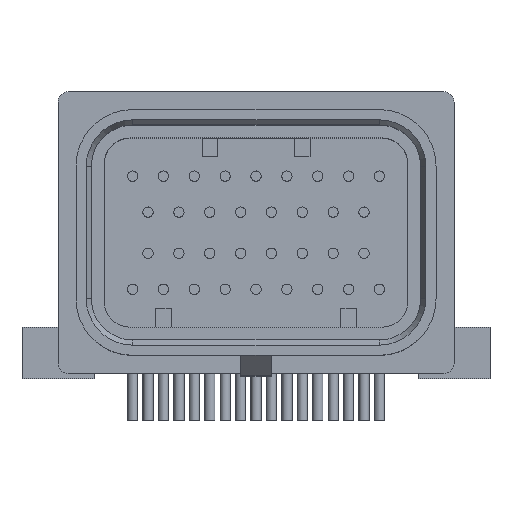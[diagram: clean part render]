
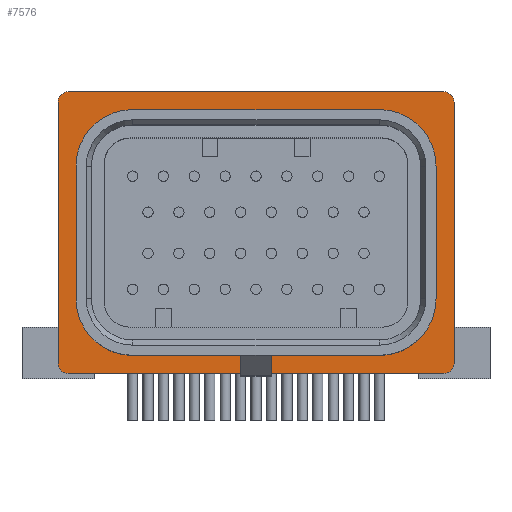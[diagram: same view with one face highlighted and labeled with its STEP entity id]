
A CAD part, top view. The second image highlights one B-rep face of the part: STEP entity #7576.
In plain terms, the highlighted planar face has unit normal (0, 0, 1).
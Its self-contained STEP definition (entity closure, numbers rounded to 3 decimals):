
#169=CARTESIAN_POINT('',(-12.25,6.7,-9.5));
#170=DIRECTION('',(0.,0.,1.));
#171=DIRECTION('',(0.,1.,0.));
#172=AXIS2_PLACEMENT_3D('',#169,#170,#171);
#192=CARTESIAN_POINT('',(-18.25,12.7,-9.5));
#193=DIRECTION('',(0.,0.,1.));
#194=DIRECTION('',(0.,1.,0.));
#195=AXIS2_PLACEMENT_3D('',#192,#193,#194);
#197=DIRECTION('',(-1.,0.,0.));
#198=VECTOR('',#197,36.5);
#199=CARTESIAN_POINT('',(18.25,13.7,-9.5));
#200=LINE('',#199,#198);
#201=CARTESIAN_POINT('',(18.25,12.7,-9.5));
#202=DIRECTION('',(0.,0.,1.));
#203=DIRECTION('',(1.,0.,0.));
#204=AXIS2_PLACEMENT_3D('',#201,#202,#203);
#206=DIRECTION('',(0.,1.,0.));
#207=VECTOR('',#206,25.4);
#208=CARTESIAN_POINT('',(19.25,-12.7,-9.5));
#209=LINE('',#208,#207);
#210=CARTESIAN_POINT('',(18.25,-12.7,-9.5));
#211=DIRECTION('',(0.,0.,1.));
#212=DIRECTION('',(0.,-1.,0.));
#213=AXIS2_PLACEMENT_3D('',#210,#211,#212);
#215=DIRECTION('',(1.,0.,0.));
#216=VECTOR('',#215,36.5);
#217=CARTESIAN_POINT('',(-18.25,-13.7,-9.5));
#218=LINE('',#217,#216);
#219=CARTESIAN_POINT('',(-18.25,-12.7,-9.5));
#220=DIRECTION('',(0.,0.,1.));
#221=DIRECTION('',(-1.,0.,0.));
#222=AXIS2_PLACEMENT_3D('',#219,#220,#221);
#224=DIRECTION('',(0.,-1.,0.));
#225=VECTOR('',#224,25.4);
#226=CARTESIAN_POINT('',(-19.25,12.7,-9.5));
#227=LINE('',#226,#225);
#504=DIRECTION('',(-1.,0.,0.));
#505=VECTOR('',#504,24.5);
#506=CARTESIAN_POINT('',(12.25,10.7,-9.5));
#507=LINE('',#506,#505);
#524=CARTESIAN_POINT('',(12.25,6.7,-9.5));
#525=DIRECTION('',(0.,0.,1.));
#526=DIRECTION('',(1.,0.,0.));
#527=AXIS2_PLACEMENT_3D('',#524,#525,#526);
#547=DIRECTION('',(0.,1.,0.));
#548=VECTOR('',#547,13.4);
#549=CARTESIAN_POINT('',(16.25,-6.7,-9.5));
#550=LINE('',#549,#548);
#583=CARTESIAN_POINT('',(12.25,-6.7,-9.5));
#584=DIRECTION('',(0.,0.,1.));
#585=DIRECTION('',(0.,-1.,0.));
#586=AXIS2_PLACEMENT_3D('',#583,#584,#585);
#611=DIRECTION('',(1.,0.,0.));
#612=VECTOR('',#611,24.5);
#613=CARTESIAN_POINT('',(-12.25,-10.7,-9.5));
#614=LINE('',#613,#612);
#1021=CARTESIAN_POINT('',(-12.25,-6.7,-9.5));
#1022=DIRECTION('',(0.,0.,1.));
#1023=DIRECTION('',(-1.,0.,0.));
#1024=AXIS2_PLACEMENT_3D('',#1021,#1022,#1023);
#1049=DIRECTION('',(0.,-1.,0.));
#1050=VECTOR('',#1049,13.4);
#1051=CARTESIAN_POINT('',(-16.25,6.7,-9.5));
#1052=LINE('',#1051,#1050);
#5787=CARTESIAN_POINT('',(-18.25,13.7,-9.5));
#5788=CARTESIAN_POINT('',(-19.25,12.7,-9.5));
#5789=VERTEX_POINT('',#5787);
#5790=VERTEX_POINT('',#5788);
#5791=CARTESIAN_POINT('',(-19.25,-12.7,-9.5));
#5792=VERTEX_POINT('',#5791);
#5793=CARTESIAN_POINT('',(-18.25,-13.7,-9.5));
#5794=VERTEX_POINT('',#5793);
#5795=CARTESIAN_POINT('',(18.25,-13.7,-9.5));
#5796=VERTEX_POINT('',#5795);
#5797=CARTESIAN_POINT('',(19.25,-12.7,-9.5));
#5798=VERTEX_POINT('',#5797);
#5799=CARTESIAN_POINT('',(19.25,12.7,-9.5));
#5800=VERTEX_POINT('',#5799);
#5801=CARTESIAN_POINT('',(18.25,13.7,-9.5));
#5802=VERTEX_POINT('',#5801);
#5819=CARTESIAN_POINT('',(-12.25,10.7,-9.5));
#5820=CARTESIAN_POINT('',(-16.25,6.7,-9.5));
#5821=VERTEX_POINT('',#5819);
#5822=VERTEX_POINT('',#5820);
#5827=CARTESIAN_POINT('',(-16.25,-6.7,-9.5));
#5828=VERTEX_POINT('',#5827);
#5831=CARTESIAN_POINT('',(-12.25,-10.7,-9.5));
#5832=VERTEX_POINT('',#5831);
#5835=CARTESIAN_POINT('',(12.25,-10.7,-9.5));
#5836=VERTEX_POINT('',#5835);
#5839=CARTESIAN_POINT('',(16.25,-6.7,-9.5));
#5840=VERTEX_POINT('',#5839);
#5843=CARTESIAN_POINT('',(16.25,6.7,-9.5));
#5844=VERTEX_POINT('',#5843);
#5847=CARTESIAN_POINT('',(12.25,10.7,-9.5));
#5848=VERTEX_POINT('',#5847);
#7536=CARTESIAN_POINT('',(0.,0.,-9.5));
#7537=DIRECTION('',(0.,0.,1.));
#7538=DIRECTION('',(1.,0.,0.));
#7539=AXIS2_PLACEMENT_3D('',#7536,#7537,#7538);
#7540=PLANE('',#7539);
#7542=ORIENTED_EDGE('',*,*,#7541,.F.);
#7544=ORIENTED_EDGE('',*,*,#7543,.F.);
#7546=ORIENTED_EDGE('',*,*,#7545,.F.);
#7548=ORIENTED_EDGE('',*,*,#7547,.F.);
#7550=ORIENTED_EDGE('',*,*,#7549,.F.);
#7552=ORIENTED_EDGE('',*,*,#7551,.F.);
#7554=ORIENTED_EDGE('',*,*,#7553,.F.);
#7556=ORIENTED_EDGE('',*,*,#7555,.F.);
#7557=EDGE_LOOP('',(#7542,#7544,#7546,#7548,#7550,#7552,#7554,#7556));
#7558=FACE_OUTER_BOUND('',#7557,.F.);
#7559=ORIENTED_EDGE('',*,*,#7510,.T.);
#7561=ORIENTED_EDGE('',*,*,#7560,.T.);
#7563=ORIENTED_EDGE('',*,*,#7562,.T.);
#7565=ORIENTED_EDGE('',*,*,#7564,.T.);
#7567=ORIENTED_EDGE('',*,*,#7566,.T.);
#7569=ORIENTED_EDGE('',*,*,#7568,.T.);
#7571=ORIENTED_EDGE('',*,*,#7570,.T.);
#7573=ORIENTED_EDGE('',*,*,#7572,.T.);
#7574=EDGE_LOOP('',(#7559,#7561,#7563,#7565,#7567,#7569,#7571,#7573));
#7575=FACE_BOUND('',#7574,.F.);
#173=CIRCLE('',#172,4.);
#196=CIRCLE('',#195,1.);
#205=CIRCLE('',#204,1.);
#214=CIRCLE('',#213,1.);
#223=CIRCLE('',#222,1.);
#528=CIRCLE('',#527,4.);
#587=CIRCLE('',#586,4.);
#1025=CIRCLE('',#1024,4.);
#7510=EDGE_CURVE('',#5821,#5822,#173,.T.);
#7541=EDGE_CURVE('',#5789,#5790,#196,.T.);
#7543=EDGE_CURVE('',#5802,#5789,#200,.T.);
#7545=EDGE_CURVE('',#5800,#5802,#205,.T.);
#7547=EDGE_CURVE('',#5798,#5800,#209,.T.);
#7549=EDGE_CURVE('',#5796,#5798,#214,.T.);
#7551=EDGE_CURVE('',#5794,#5796,#218,.T.);
#7553=EDGE_CURVE('',#5792,#5794,#223,.T.);
#7555=EDGE_CURVE('',#5790,#5792,#227,.T.);
#7560=EDGE_CURVE('',#5822,#5828,#1052,.T.);
#7562=EDGE_CURVE('',#5828,#5832,#1025,.T.);
#7564=EDGE_CURVE('',#5832,#5836,#614,.T.);
#7566=EDGE_CURVE('',#5836,#5840,#587,.T.);
#7568=EDGE_CURVE('',#5840,#5844,#550,.T.);
#7570=EDGE_CURVE('',#5844,#5848,#528,.T.);
#7572=EDGE_CURVE('',#5848,#5821,#507,.T.);
#7576=ADVANCED_FACE('',(#7558,#7575),#7540,.T.);
